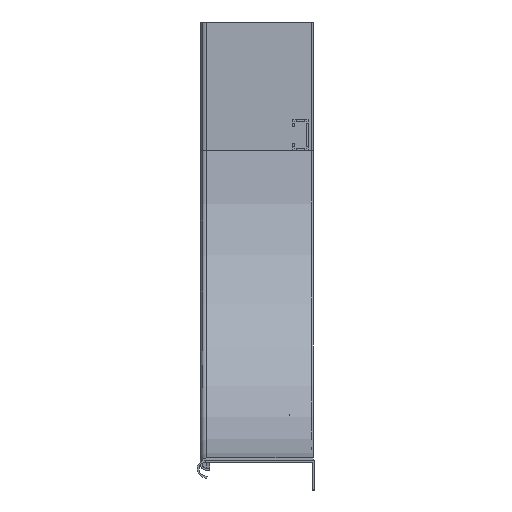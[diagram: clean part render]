
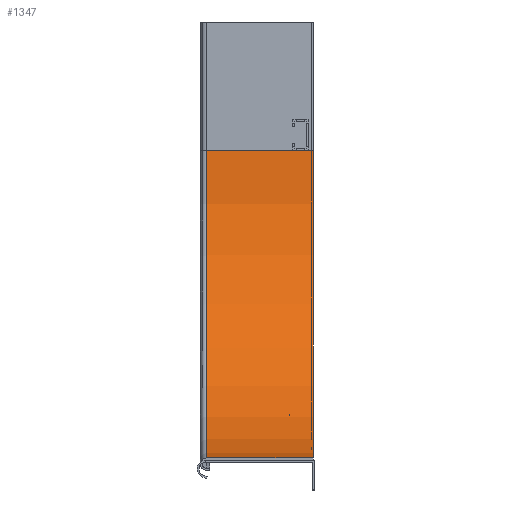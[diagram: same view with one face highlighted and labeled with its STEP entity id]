
A CAD part, left-side view. The second image highlights one B-rep face of the part: STEP entity #1347.
In plain terms, the highlighted cylindrical face has radius 300 mm (diameter 600 mm), a partial arc.
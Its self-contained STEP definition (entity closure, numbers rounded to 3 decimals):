
#889 = CARTESIAN_POINT ( 'NONE',  ( 0., 0., -125. ) ) ;
#956 = CARTESIAN_POINT ( 'NONE',  ( 300., 0., -425. ) ) ;
#1347 = ADVANCED_FACE ( 'NONE', ( #15382 ), #15227, .F. ) ;
#1388 = DIRECTION ( 'NONE',  ( 0., -1., 0. ) ) ;
#1679 = AXIS2_PLACEMENT_3D ( 'NONE', #8975, #1388, #10249 ) ;
#1776 = CIRCLE ( 'NONE', #1679, 300. ) ;
#2112 = CARTESIAN_POINT ( 'NONE',  ( 300., 0., -125. ) ) ;
#2697 = DIRECTION ( 'NONE',  ( 0., 0., -1. ) ) ;
#3409 = DIRECTION ( 'NONE',  ( 1., 0., 0. ) ) ;
#3750 = VECTOR ( 'NONE', #4669, 1000. ) ;
#4028 = CARTESIAN_POINT ( 'NONE',  ( 300., 104., -425. ) ) ;
#4125 = AXIS2_PLACEMENT_3D ( 'NONE', #10178, #13243, #2697 ) ;
#4476 = EDGE_LOOP ( 'NONE', ( #8020, #8849, #8655, #15108 ) ) ;
#4669 = DIRECTION ( 'NONE',  ( 0., 1., 0. ) ) ;
#4723 = EDGE_CURVE ( 'NONE', #6675, #11430, #5624, .T. ) ;
#5624 = LINE ( 'NONE', #12513, #15394 ) ;
#6493 = VERTEX_POINT ( 'NONE', #4028 ) ;
#6675 = VERTEX_POINT ( 'NONE', #889 ) ;
#7777 = VERTEX_POINT ( 'NONE', #956 ) ;
#7962 = EDGE_CURVE ( 'NONE', #11430, #6493, #1776, .T. ) ;
#8020 = ORIENTED_EDGE ( 'NONE', *, *, #4723, .F. ) ;
#8175 = CARTESIAN_POINT ( 'NONE',  ( 0., 104., -125. ) ) ;
#8655 = ORIENTED_EDGE ( 'NONE', *, *, #16157, .T. ) ;
#8729 = DIRECTION ( 'NONE',  ( 0., 1., 0. ) ) ;
#8849 = ORIENTED_EDGE ( 'NONE', *, *, #14926, .T. ) ;
#8975 = CARTESIAN_POINT ( 'NONE',  ( 300., 104., -125. ) ) ;
#10082 = LINE ( 'NONE', #12242, #3750 ) ;
#10178 = CARTESIAN_POINT ( 'NONE',  ( 300., 0., -125. ) ) ;
#10249 = DIRECTION ( 'NONE',  ( 0., 0., -1. ) ) ;
#10995 = DIRECTION ( 'NONE',  ( 0., -1., 0. ) ) ;
#11430 = VERTEX_POINT ( 'NONE', #8175 ) ;
#12242 = CARTESIAN_POINT ( 'NONE',  ( 300., 3., -425. ) ) ;
#12513 = CARTESIAN_POINT ( 'NONE',  ( 0., 3., -125. ) ) ;
#13243 = DIRECTION ( 'NONE',  ( 0., -1., 0. ) ) ;
#14151 = AXIS2_PLACEMENT_3D ( 'NONE', #2112, #10995, #3409 ) ;
#14744 = CIRCLE ( 'NONE', #14151, 300. ) ;
#14926 = EDGE_CURVE ( 'NONE', #6675, #7777, #14744, .T. ) ;
#15108 = ORIENTED_EDGE ( 'NONE', *, *, #7962, .F. ) ;
#15227 = CYLINDRICAL_SURFACE ( 'NONE', #4125, 300. ) ;
#15382 = FACE_OUTER_BOUND ( 'NONE', #4476, .T. ) ;
#15394 = VECTOR ( 'NONE', #8729, 1000. ) ;
#16157 = EDGE_CURVE ( 'NONE', #7777, #6493, #10082, .T. ) ;
